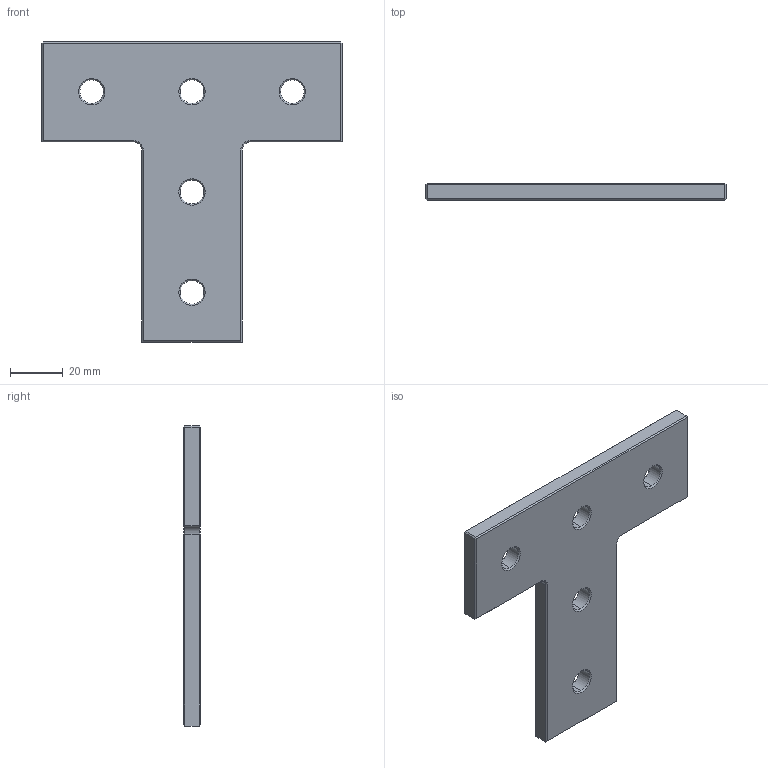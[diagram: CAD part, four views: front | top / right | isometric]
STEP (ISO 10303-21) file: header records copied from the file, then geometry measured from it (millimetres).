
FILE_DESCRIPTION (( 'STEP AP203' ), '1' );
FILE_NAME ('151123.step', '2021-06-03T16:20:21', ( '' ), ( '' ), 'SwSTEP 2.0', 'SolidWorks 2021', '' );
FILE_SCHEMA (( 'CONFIG_CONTROL_DESIGN' ));
Length unit declared in the file: millimetre
Products named in the file (1): 151123
Bounding box: 114 x 6.35 x 114 mm (x, y, z)
Volume: 43703.6 mm3; surface area: 17238.8 mm2
Topology: 1 solids, 1 shells, 68 faces, 150 edges, 84 vertices
Faces by surface type: plane 32, cone 24, cylinder 12
Entity records: 1915 total; most frequent: DIRECTION 336, CARTESIAN_POINT 303, ORIENTED_EDGE 300, EDGE_CURVE 150, AXIS2_PLACEMENT_3D 117, LINE 102, VECTOR 102, VERTEX_POINT 84
